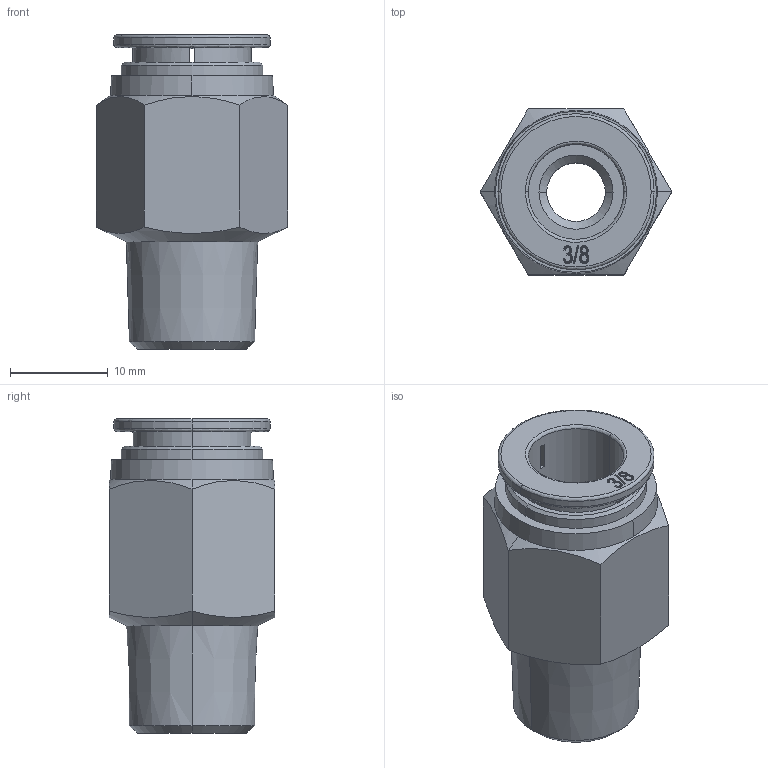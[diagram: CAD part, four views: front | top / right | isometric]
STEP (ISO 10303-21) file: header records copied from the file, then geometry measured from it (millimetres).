
FILE_DESCRIPTION (( 'STEP AP214' ), '1' );
FILE_NAME ('MS38-14N-SS.step', '2018-03-13T19:27:36', ( '' ), ( '' ), 'SwSTEP 2.0', 'SolidWorks 2017', '' );
FILE_SCHEMA (( 'AUTOMOTIVE_DESIGN' ));
Length unit declared in the file: inch
Products named in the file (1): MS38-14N-SS
Bounding box: 19.63 x 17 x 32.2 mm (x, y, z)
Volume: 4399.1 mm3; surface area: 3051.3 mm2
Topology: 1 solids, 1 shells, 91 faces, 223 edges, 142 vertices
Faces by surface type: bspline 32, plane 31, cone 18, cylinder 10
Entity records: 3789 total; most frequent: CARTESIAN_POINT 1831, ORIENTED_EDGE 446, DIRECTION 306, EDGE_CURVE 223, VERTEX_POINT 142, AXIS2_PLACEMENT_3D 116, EDGE_LOOP 105, FACE_OUTER_BOUND 91
